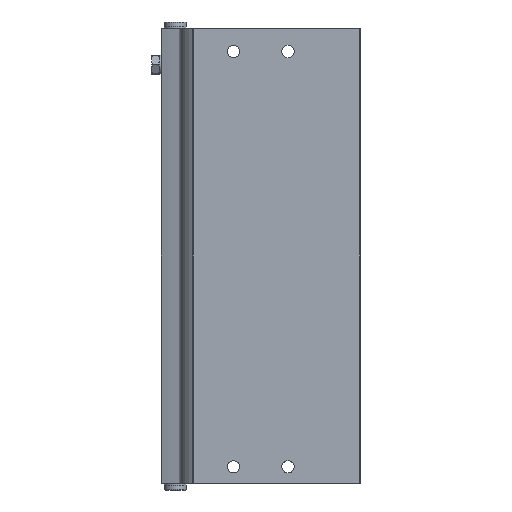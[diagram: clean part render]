
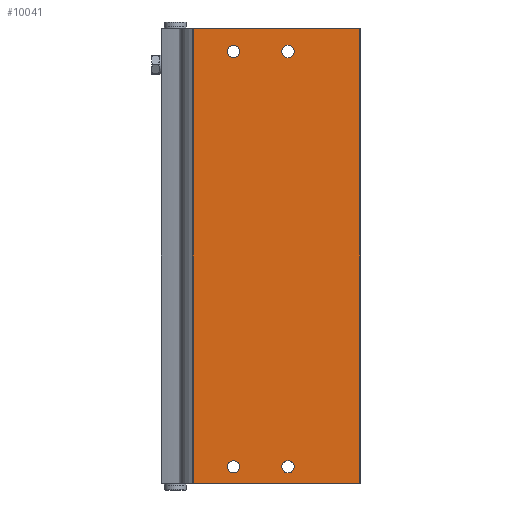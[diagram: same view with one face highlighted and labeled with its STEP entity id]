
A CAD part, front view. The second image highlights one B-rep face of the part: STEP entity #10041.
In plain terms, the highlighted planar face has unit normal (0, -1, 0).
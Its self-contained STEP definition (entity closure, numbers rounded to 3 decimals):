
#845=LINE('',#17731,#1397);
#846=LINE('',#17741,#1398);
#847=LINE('',#17743,#1399);
#848=LINE('',#17745,#1400);
#1397=VECTOR('',#12964,1000.);
#1398=VECTOR('',#12975,1000.);
#1399=VECTOR('',#12976,1000.);
#1400=VECTOR('',#12977,1000.);
#2309=ORIENTED_EDGE('',*,*,#4784,.F.);
#2310=ORIENTED_EDGE('',*,*,#4785,.F.);
#2311=ORIENTED_EDGE('',*,*,#4786,.F.);
#2312=ORIENTED_EDGE('',*,*,#4787,.F.);
#2313=ORIENTED_EDGE('',*,*,#4788,.F.);
#2314=ORIENTED_EDGE('',*,*,#4783,.F.);
#2315=ORIENTED_EDGE('',*,*,#4789,.T.);
#2316=ORIENTED_EDGE('',*,*,#4790,.T.);
#4783=EDGE_CURVE('',#6040,#6039,#845,.T.);
#4784=EDGE_CURVE('',#6041,#6041,#6774,.T.);
#4785=EDGE_CURVE('',#6042,#6042,#6775,.T.);
#4786=EDGE_CURVE('',#6043,#6043,#6776,.T.);
#4787=EDGE_CURVE('',#6044,#6044,#6777,.T.);
#4788=EDGE_CURVE('',#6039,#6045,#846,.T.);
#4789=EDGE_CURVE('',#6040,#6046,#847,.T.);
#4790=EDGE_CURVE('',#6046,#6045,#848,.T.);
#6039=VERTEX_POINT('',#17728);
#6040=VERTEX_POINT('',#17730);
#6041=VERTEX_POINT('',#17734);
#6042=VERTEX_POINT('',#17736);
#6043=VERTEX_POINT('',#17738);
#6044=VERTEX_POINT('',#17740);
#6045=VERTEX_POINT('',#17742);
#6046=VERTEX_POINT('',#17744);
#6774=CIRCLE('',#11328,2.25);
#6775=CIRCLE('',#11329,2.25);
#6776=CIRCLE('',#11330,2.25);
#6777=CIRCLE('',#11331,2.25);
#7406=EDGE_LOOP('',(#2309));
#7407=EDGE_LOOP('',(#2310));
#7408=EDGE_LOOP('',(#2311));
#7409=EDGE_LOOP('',(#2312));
#7410=EDGE_LOOP('',(#2313,#2314,#2315,#2316));
#8660=FACE_BOUND('',#7406,.T.);
#8661=FACE_BOUND('',#7407,.T.);
#8662=FACE_BOUND('',#7408,.T.);
#8663=FACE_BOUND('',#7409,.T.);
#8664=FACE_BOUND('',#7410,.T.);
#9699=PLANE('',#11327);
#10041=ADVANCED_FACE('',(#8660,#8661,#8662,#8663,#8664),#9699,.T.);
#11327=AXIS2_PLACEMENT_3D('',#17732,#12965,#12966);
#11328=AXIS2_PLACEMENT_3D('',#17733,#12967,#12968);
#11329=AXIS2_PLACEMENT_3D('',#17735,#12969,#12970);
#11330=AXIS2_PLACEMENT_3D('',#17737,#12971,#12972);
#11331=AXIS2_PLACEMENT_3D('',#17739,#12973,#12974);
#12964=DIRECTION('',(0.,0.,1.));
#12965=DIRECTION('',(0.,-1.,0.));
#12966=DIRECTION('',(0.,0.,-1.));
#12967=DIRECTION('',(0.,-1.,0.));
#12968=DIRECTION('',(0.,0.,-1.));
#12969=DIRECTION('',(0.,-1.,0.));
#12970=DIRECTION('',(0.,0.,-1.));
#12971=DIRECTION('',(0.,-1.,0.));
#12972=DIRECTION('',(0.,0.,-1.));
#12973=DIRECTION('',(0.,-1.,0.));
#12974=DIRECTION('',(0.,0.,-1.));
#12975=DIRECTION('',(1.,0.,0.));
#12976=DIRECTION('',(1.,0.,0.));
#12977=DIRECTION('',(0.,0.,1.));
#17728=CARTESIAN_POINT('',(-36.27,0.,0.));
#17730=CARTESIAN_POINT('',(-36.27,0.,-166.3));
#17731=CARTESIAN_POINT('',(-36.27,0.,-166.3));
#17732=CARTESIAN_POINT('',(-36.27,0.,-166.3));
#17733=CARTESIAN_POINT('',(-10.,0.,-158.));
#17734=CARTESIAN_POINT('',(-10.,0.,-160.25));
#17735=CARTESIAN_POINT('',(-10.,0.,-6.));
#17736=CARTESIAN_POINT('',(-10.,0.,-8.25));
#17737=CARTESIAN_POINT('',(10.,0.,-158.));
#17738=CARTESIAN_POINT('',(10.,0.,-160.25));
#17739=CARTESIAN_POINT('',(10.,0.,-6.));
#17740=CARTESIAN_POINT('',(10.,0.,-8.25));
#17741=CARTESIAN_POINT('',(-36.27,0.,0.));
#17742=CARTESIAN_POINT('',(24.73,0.,0.));
#17743=CARTESIAN_POINT('',(-36.27,0.,-166.3));
#17744=CARTESIAN_POINT('',(24.73,0.,-166.3));
#17745=CARTESIAN_POINT('',(24.73,0.,-166.3));
